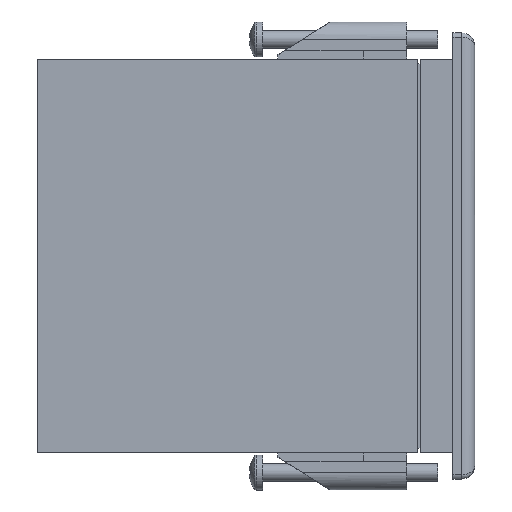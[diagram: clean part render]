
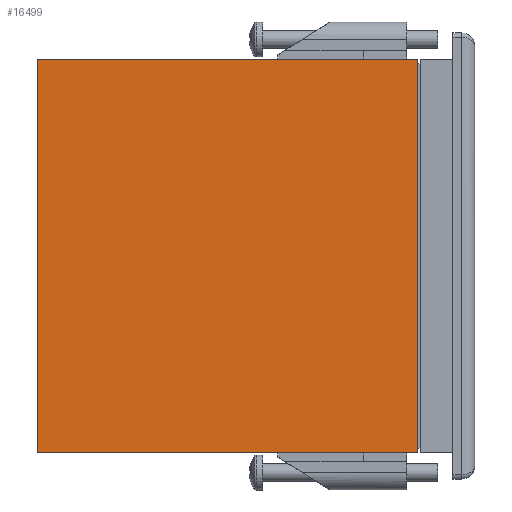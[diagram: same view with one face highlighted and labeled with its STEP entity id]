
A CAD part, front view. The second image highlights one B-rep face of the part: STEP entity #16499.
In plain terms, the highlighted planar face has unit normal (0, -1, 0).
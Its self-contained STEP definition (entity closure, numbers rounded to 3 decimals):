
#353 = DIRECTION ( 'NONE',  ( 1., 0., 0. ) ) ;
#4182 = VECTOR ( 'NONE', #29496, 1000. ) ;
#7654 = VECTOR ( 'NONE', #353, 1000. ) ;
#7745 = CARTESIAN_POINT ( 'NONE',  ( 90., 0., -9. ) ) ;
#8766 = CARTESIAN_POINT ( 'NONE',  ( 0., 0., 78. ) ) ;
#9457 = EDGE_CURVE ( 'NONE', #30982, #15984, #35430, .T. ) ;
#10205 = VECTOR ( 'NONE', #29021, 1000. ) ;
#13325 = VERTEX_POINT ( 'NONE', #30439 ) ;
#14265 = ORIENTED_EDGE ( 'NONE', *, *, #30966, .F. ) ;
#14877 = CARTESIAN_POINT ( 'NONE',  ( 0., 0., 78. ) ) ;
#15090 = CARTESIAN_POINT ( 'NONE',  ( 0., 0., 78. ) ) ;
#15984 = VERTEX_POINT ( 'NONE', #20358 ) ;
#16499 = ADVANCED_FACE ( 'NONE', ( #21235 ), #23210, .F. ) ;
#17657 = DIRECTION ( 'NONE',  ( -1., 0., 0. ) ) ;
#19959 = EDGE_CURVE ( 'NONE', #30982, #13325, #30184, .T. ) ;
#20254 = VERTEX_POINT ( 'NONE', #7745 ) ;
#20358 = CARTESIAN_POINT ( 'NONE',  ( 0., 0., -9. ) ) ;
#20444 = VECTOR ( 'NONE', #17657, 1000. ) ;
#21235 = FACE_OUTER_BOUND ( 'NONE', #21513, .T. ) ;
#21513 = EDGE_LOOP ( 'NONE', ( #23078, #30220, #14265, #22349 ) ) ;
#22349 = ORIENTED_EDGE ( 'NONE', *, *, #19959, .F. ) ;
#23078 = ORIENTED_EDGE ( 'NONE', *, *, #9457, .T. ) ;
#23085 = DIRECTION ( 'NONE',  ( 0., 1., 0. ) ) ;
#23210 = PLANE ( 'NONE',  #26600 ) ;
#26185 = DIRECTION ( 'NONE',  ( 0., 0., 1. ) ) ;
#26600 = AXIS2_PLACEMENT_3D ( 'NONE', #37914, #23085, #26185 ) ;
#29021 = DIRECTION ( 'NONE',  ( 0., 0., -1. ) ) ;
#29496 = DIRECTION ( 'NONE',  ( 0., 0., -1. ) ) ;
#30184 = LINE ( 'NONE', #15090, #7654 ) ;
#30220 = ORIENTED_EDGE ( 'NONE', *, *, #32364, .F. ) ;
#30439 = CARTESIAN_POINT ( 'NONE',  ( 90., 0., 78. ) ) ;
#30966 = EDGE_CURVE ( 'NONE', #13325, #20254, #33625, .T. ) ;
#30982 = VERTEX_POINT ( 'NONE', #8766 ) ;
#32330 = CARTESIAN_POINT ( 'NONE',  ( 90., 0., -9. ) ) ;
#32364 = EDGE_CURVE ( 'NONE', #20254, #15984, #35187, .T. ) ;
#33625 = LINE ( 'NONE', #34707, #10205 ) ;
#34707 = CARTESIAN_POINT ( 'NONE',  ( 90., 0., 78. ) ) ;
#35187 = LINE ( 'NONE', #32330, #20444 ) ;
#35430 = LINE ( 'NONE', #14877, #4182 ) ;
#37914 = CARTESIAN_POINT ( 'NONE',  ( 0., 0., 78. ) ) ;
